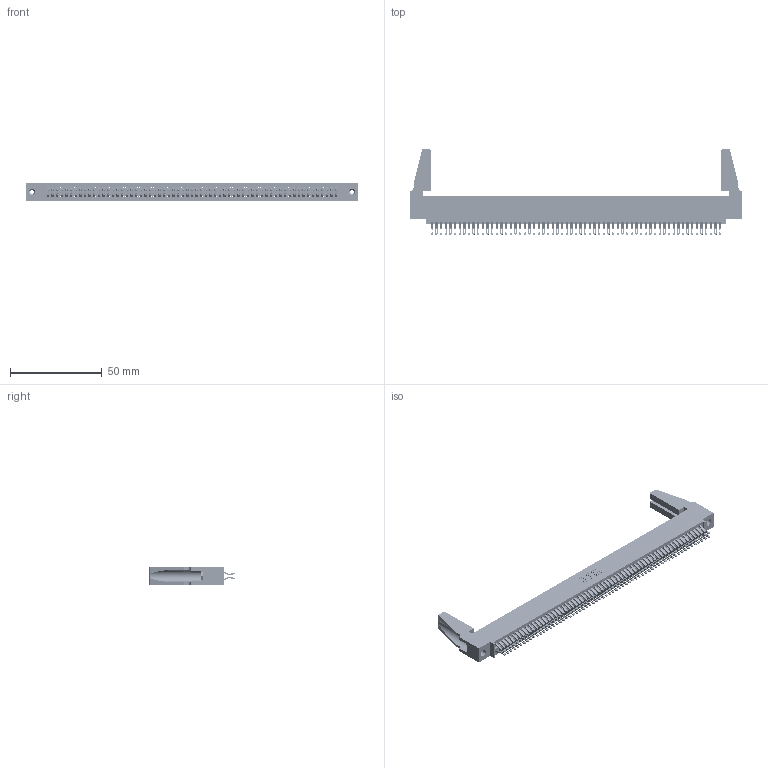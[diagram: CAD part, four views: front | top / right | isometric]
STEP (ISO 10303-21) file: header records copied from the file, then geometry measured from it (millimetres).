
FILE_DESCRIPTION (( 'STEP AP203' ), '1' );
FILE_NAME ('395-126-555-588.STEP', '2019-10-28T16:10:15', ( '' ), ( '' ), 'SwSTEP 2.0', 'SolidWorks 2016', '' );
FILE_SCHEMA (( 'CONFIG_CONTROL_DESIGN' ));
Length unit declared in the file: inch
Products named in the file (5): 345 Part_0.110 Offset - 0.156 Dia-TH; 345-292-001_555 Tail; 345-250-001_345-250-001-102; 345-220-078_345-220-088; 395-126-555-588
Assembly tree (131 placements, depth 2):
  395-126-555-588
    345 Part_0.110 Offset - 0.156 Dia-TH
    345-292-001_555 Tail  x126
    345-250-001_345-250-001-102  x2
    345-220-078_345-220-088  x2
Bounding box: 181.25 x 46.79 x 9.4 mm (x, y, z)
Volume: 21346.7 mm3; surface area: 31639.2 mm2
Topology: 131 solids, 131 shells, 7310 faces, 22969 edges, 15302 vertices
Faces by surface type: plane 4062, cylinder 3232, cone 12, torus 4
Entity records: 49210 total; most frequent: CARTESIAN_POINT 8260, ORIENTED_EDGE 8124, DIRECTION 7230, EDGE_CURVE 4062, LINE 3616, VECTOR 3616, VERTEX_POINT 2702, AXIS2_PLACEMENT_3D 1807
